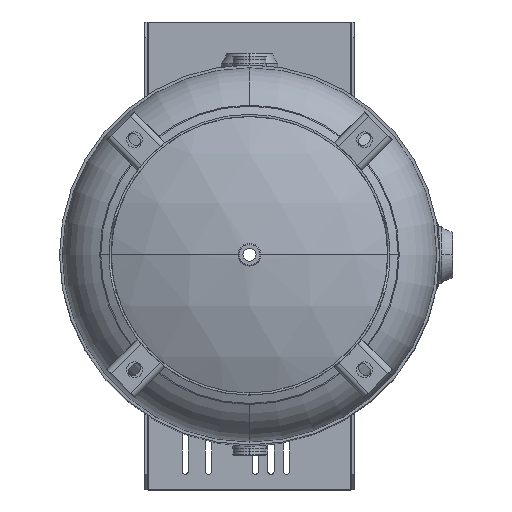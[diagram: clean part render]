
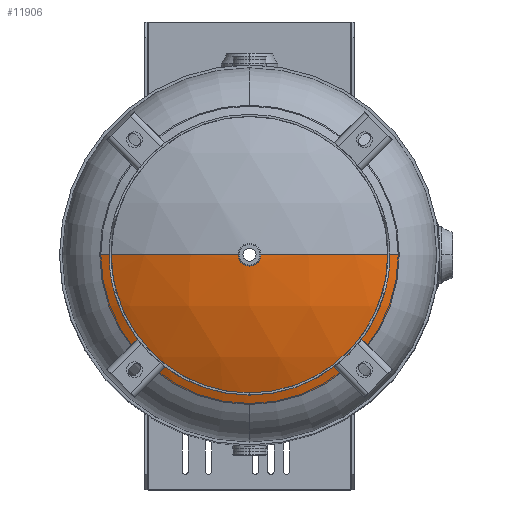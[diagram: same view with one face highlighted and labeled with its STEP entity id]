
A CAD part, top view. The second image highlights one B-rep face of the part: STEP entity #11906.
In plain terms, the highlighted spherical face has radius 548.64 mm.
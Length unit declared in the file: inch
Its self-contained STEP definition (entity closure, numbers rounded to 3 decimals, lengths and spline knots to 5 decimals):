
#1482 = CARTESIAN_POINT ( 'NONE',  ( 0., 0., 1.4 ) ) ;
#1483 = FACE_OUTER_BOUND ( 'NONE', #12441, .T. ) ;
#1486 = SPHERICAL_SURFACE ( 'NONE', #4613, 21.6 ) ;
#1489 = DIRECTION ( 'NONE',  ( 0., -1., 0. ) ) ;
#1490 = DIRECTION ( 'NONE',  ( 1., 0., 0. ) ) ;
#2919 = VERTEX_POINT ( 'NONE', #9950 ) ;
#3894 = CARTESIAN_POINT ( 'NONE',  ( 0.7215, 0., 22.98795 ) ) ;
#3943 = CARTESIAN_POINT ( 'NONE',  ( -0.7215, 0., 22.98795 ) ) ;
#3965 = CARTESIAN_POINT ( 'NONE',  ( 0., -9.6, 20.74942 ) ) ;
#4613 = AXIS2_PLACEMENT_3D ( 'NONE', #1482, #1489, #1490 ) ;
#4701 = VERTEX_POINT ( 'NONE', #3894 ) ;
#4750 = VERTEX_POINT ( 'NONE', #3943 ) ;
#4772 = VERTEX_POINT ( 'NONE', #3965 ) ;
#6576 = EDGE_CURVE ( 'NONE', #4701, #2919, #8911, .T. ) ;
#6578 = EDGE_CURVE ( 'NONE', #4750, #4701, #8909, .T. ) ;
#6583 = EDGE_CURVE ( 'NONE', #4750, #12549, #8900, .T. ) ;
#6589 = EDGE_CURVE ( 'NONE', #4772, #12549, #11774, .T. ) ;
#6590 = EDGE_CURVE ( 'NONE', #2919, #4772, #11767, .T. ) ;
#7761 = CARTESIAN_POINT ( 'NONE',  ( 0., 0., 1.4 ) ) ;
#7762 = DIRECTION ( 'NONE',  ( 0., 1., 0. ) ) ;
#7763 = DIRECTION ( 'NONE',  ( 0., 0., 1. ) ) ;
#7768 = CARTESIAN_POINT ( 'NONE',  ( 0., 0., 22.98795 ) ) ;
#7769 = DIRECTION ( 'NONE',  ( 0., 0., 1. ) ) ;
#7770 = DIRECTION ( 'NONE',  ( -1., 0., 0. ) ) ;
#7786 = CARTESIAN_POINT ( 'NONE',  ( 0., 0., 1.4 ) ) ;
#7787 = DIRECTION ( 'NONE',  ( 0., -1., 0. ) ) ;
#7788 = DIRECTION ( 'NONE',  ( 1., 0., 0. ) ) ;
#7861 = CARTESIAN_POINT ( 'NONE',  ( 0., 0., 20.74942 ) ) ;
#7862 = DIRECTION ( 'NONE',  ( 0., 0., -1. ) ) ;
#7863 = DIRECTION ( 'NONE',  ( 0., 1., 0. ) ) ;
#7865 = CARTESIAN_POINT ( 'NONE',  ( 0., 0., 20.74942 ) ) ;
#7866 = DIRECTION ( 'NONE',  ( 0., 0., -1. ) ) ;
#7867 = DIRECTION ( 'NONE',  ( 0., 1., 0. ) ) ;
#8900 = CIRCLE ( 'NONE', #11775, 21.6 ) ;
#8904 = AXIS2_PLACEMENT_3D ( 'NONE', #7768, #7769, #7770 ) ;
#8908 = AXIS2_PLACEMENT_3D ( 'NONE', #7761, #7762, #7763 ) ;
#8909 = CIRCLE ( 'NONE', #8904, 0.7215 ) ;
#8911 = CIRCLE ( 'NONE', #8908, 21.6 ) ;
#9293 = ORIENTED_EDGE ( 'NONE', *, *, #6576, .F. ) ;
#9294 = ORIENTED_EDGE ( 'NONE', *, *, #6590, .F. ) ;
#9295 = ORIENTED_EDGE ( 'NONE', *, *, #6589, .F. ) ;
#9296 = ORIENTED_EDGE ( 'NONE', *, *, #6583, .T. ) ;
#9297 = ORIENTED_EDGE ( 'NONE', *, *, #6578, .F. ) ;
#9950 = CARTESIAN_POINT ( 'NONE',  ( 9.6, 0., 20.74942 ) ) ;
#11074 = CARTESIAN_POINT ( 'NONE',  ( -9.6, 0., 20.74942 ) ) ;
#11764 = AXIS2_PLACEMENT_3D ( 'NONE', #7865, #7866, #7867 ) ;
#11766 = AXIS2_PLACEMENT_3D ( 'NONE', #7861, #7862, #7863 ) ;
#11767 = CIRCLE ( 'NONE', #11764, 9.6 ) ;
#11774 = CIRCLE ( 'NONE', #11766, 9.6 ) ;
#11775 = AXIS2_PLACEMENT_3D ( 'NONE', #7786, #7787, #7788 ) ;
#11906 = ADVANCED_FACE ( 'NONE', ( #1483 ), #1486, .T. ) ;
#12441 = EDGE_LOOP ( 'NONE', ( #9297, #9296, #9295, #9294, #9293 ) ) ;
#12549 = VERTEX_POINT ( 'NONE', #11074 ) ;
